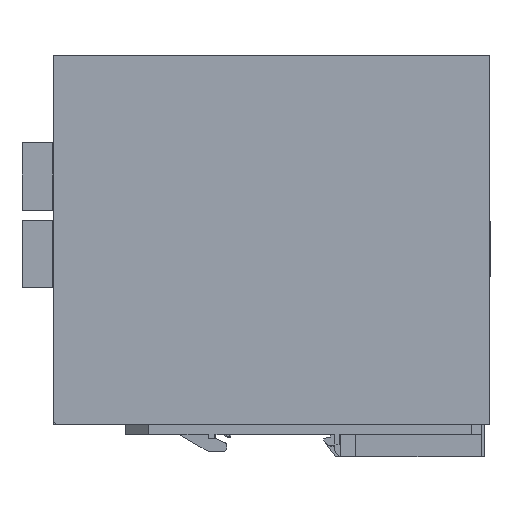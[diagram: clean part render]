
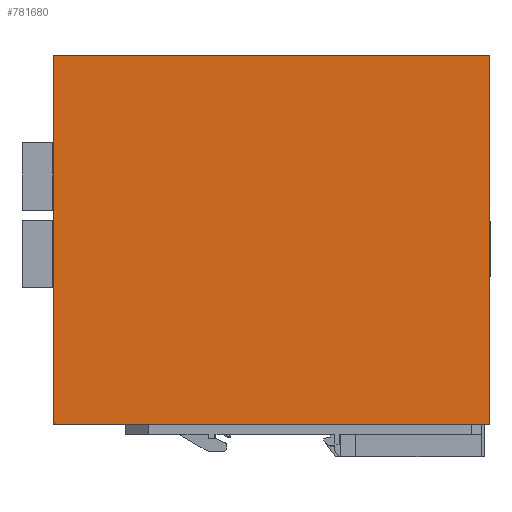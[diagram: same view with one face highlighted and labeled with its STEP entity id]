
A CAD part, left-side view. The second image highlights one B-rep face of the part: STEP entity #781680.
In plain terms, the highlighted face is planar.
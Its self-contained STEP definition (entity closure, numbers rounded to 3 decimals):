
#740440=CARTESIAN_POINT('',(0.,-65.,17.5));
#740450=DIRECTION('',(1.,0.,0.));
#740460=VECTOR('',#740450,1.);
#740470=LINE('',#740440,#740460);
#740480=CARTESIAN_POINT('',(-110.,-65.,17.5));
#740490=VERTEX_POINT('',#740480);
#740500=CARTESIAN_POINT('',(0.,-65.,17.5));
#740510=VERTEX_POINT('',#740500);
#740520=EDGE_CURVE('',#740490,#740510,#740470,.T.);
#781290=CARTESIAN_POINT('',(-54.75,0.,17.5));
#781300=DIRECTION('',(0.,0.,1.));
#781310=DIRECTION('',(-1.,0.,0.));
#781320=AXIS2_PLACEMENT_3D('',#781290,#781300,#781310);
#781330=PLANE('',#781320);
#781340=CARTESIAN_POINT('',(-110.,0.,17.5));
#781350=DIRECTION('',(0.,1.,0.));
#781360=VECTOR('',#781350,1.);
#781370=LINE('',#781340,#781360);
#781380=CARTESIAN_POINT('',(-110.,63.5,17.5));
#781390=VERTEX_POINT('',#781380);
#781400=EDGE_CURVE('',#740490,#781390,#781370,.T.);
#781410=ORIENTED_EDGE('',*,*,#781400,.F.);
#781420=CARTESIAN_POINT('',(-108.5,63.5,17.5));
#781430=DIRECTION('',(0.,0.,-1.));
#781440=DIRECTION('',(-1.,0.,0.));
#781450=AXIS2_PLACEMENT_3D('',#781420,#781430,#781440);
#781460=CIRCLE('',#781450,1.5);
#781470=CARTESIAN_POINT('',(-108.5,65.,17.5));
#781480=VERTEX_POINT('',#781470);
#781490=EDGE_CURVE('',#781390,#781480,#781460,.T.);
#781500=ORIENTED_EDGE('',*,*,#781490,.F.);
#781510=CARTESIAN_POINT('',(0.,65.,17.5));
#781520=DIRECTION('',(1.,0.,0.));
#781530=VECTOR('',#781520,1.);
#781540=LINE('',#781510,#781530);
#781550=CARTESIAN_POINT('',(0.,65.,17.5));
#781560=VERTEX_POINT('',#781550);
#781570=EDGE_CURVE('',#781480,#781560,#781540,.T.);
#781580=ORIENTED_EDGE('',*,*,#781570,.F.);
#781590=CARTESIAN_POINT('',(0.,0.,17.5));
#781600=DIRECTION('',(0.,-1.,0.));
#781610=VECTOR('',#781600,1.);
#781620=LINE('',#781590,#781610);
#781630=EDGE_CURVE('',#781560,#740510,#781620,.T.);
#781640=ORIENTED_EDGE('',*,*,#781630,.F.);
#781650=ORIENTED_EDGE('',*,*,#740520,.T.);
#781660=EDGE_LOOP('',(#781650,#781640,#781580,#781500,#781410));
#781670=FACE_OUTER_BOUND('',#781660,.T.);
#781680=ADVANCED_FACE('',(#781670),#781330,.T.);
